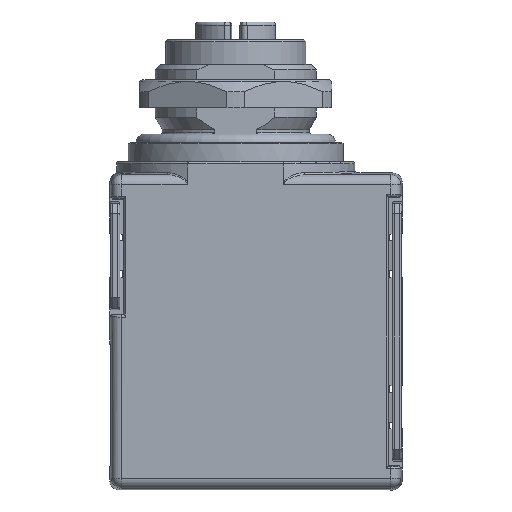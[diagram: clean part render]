
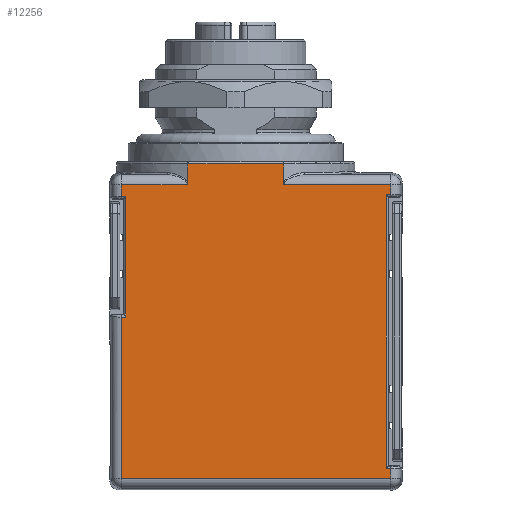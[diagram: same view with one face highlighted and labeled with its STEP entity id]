
A CAD part, left-side view. The second image highlights one B-rep face of the part: STEP entity #12256.
In plain terms, the highlighted planar face has unit normal (-1, 0, 0).
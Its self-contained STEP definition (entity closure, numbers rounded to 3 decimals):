
#145 = CARTESIAN_POINT ( 'NONE',  ( -10.8, 24.947, -17.06 ) ) ;
#540 = VECTOR ( 'NONE', #16584, 1000. ) ;
#579 = DIRECTION ( 'NONE',  ( 0., -1., 0. ) ) ;
#1105 = CARTESIAN_POINT ( 'NONE',  ( -10.8, 18.372, 12.198 ) ) ;
#1142 = EDGE_CURVE ( 'NONE', #9375, #9897, #4807, .T. ) ;
#1199 = CARTESIAN_POINT ( 'NONE',  ( -10.8, 24.947, 0. ) ) ;
#1219 = ORIENTED_EDGE ( 'NONE', *, *, #13636, .T. ) ;
#1238 = VERTEX_POINT ( 'NONE', #145 ) ;
#1419 = VERTEX_POINT ( 'NONE', #13423 ) ;
#1654 = VERTEX_POINT ( 'NONE', #26320 ) ;
#1828 = LINE ( 'NONE', #24501, #6040 ) ;
#2125 = VECTOR ( 'NONE', #6166, 1000. ) ;
#2326 = CARTESIAN_POINT ( 'NONE',  ( -10.8, 0., 11.997 ) ) ;
#2509 = LINE ( 'NONE', #19474, #16317 ) ;
#2514 = VECTOR ( 'NONE', #14547, 1000. ) ;
#2945 = CARTESIAN_POINT ( 'NONE',  ( -10.8, 0., 0. ) ) ;
#3031 = DIRECTION ( 'NONE',  ( -1., 0., 0. ) ) ;
#3263 = DIRECTION ( 'NONE',  ( 0., 0., -1. ) ) ;
#3444 = CARTESIAN_POINT ( 'NONE',  ( -10.8, 8.864, 12.98 ) ) ;
#3459 = VECTOR ( 'NONE', #9898, 1000. ) ;
#3520 = VERTEX_POINT ( 'NONE', #13608 ) ;
#3760 = VECTOR ( 'NONE', #19594, 1000. ) ;
#4048 = EDGE_CURVE ( 'NONE', #7804, #1654, #19292, .T. ) ;
#4078 = VERTEX_POINT ( 'NONE', #25359 ) ;
#4314 = CARTESIAN_POINT ( 'NONE',  ( -10.8, 0., 14.069 ) ) ;
#4468 = LINE ( 'NONE', #19549, #12111 ) ;
#4807 = B_SPLINE_CURVE_WITH_KNOTS ( 'NONE', 3,
 ( #13464, #13285, #13109, #11382 ),
 .UNSPECIFIED., .F., .F.,
 ( 4, 4 ),
 ( 0., 0. ),
 .UNSPECIFIED. ) ;
#5212 = EDGE_CURVE ( 'NONE', #5341, #13299, #26177, .T. ) ;
#5341 = VERTEX_POINT ( 'NONE', #17364 ) ;
#5517 = DIRECTION ( 'NONE',  ( 0., 0., 1. ) ) ;
#5534 = CARTESIAN_POINT ( 'NONE',  ( -10.8, -1.71, -16.098 ) ) ;
#5637 = EDGE_CURVE ( 'NONE', #23193, #4078, #24869, .T. ) ;
#6040 = VECTOR ( 'NONE', #18479, 1000. ) ;
#6166 = DIRECTION ( 'NONE',  ( 0., 0., -1. ) ) ;
#6394 = EDGE_CURVE ( 'NONE', #3520, #14977, #19154, .T. ) ;
#6486 = DIRECTION ( 'NONE',  ( 0., 1., 0. ) ) ;
#6881 = LINE ( 'NONE', #25175, #23142 ) ;
#6933 = CARTESIAN_POINT ( 'NONE',  ( -10.8, 8.823, 11.997 ) ) ;
#6957 = LINE ( 'NONE', #19791, #17217 ) ;
#7078 = PLANE ( 'NONE',  #17352 ) ;
#7113 = VERTEX_POINT ( 'NONE', #13684 ) ;
#7477 = ORIENTED_EDGE ( 'NONE', *, *, #23765, .T. ) ;
#7804 = VERTEX_POINT ( 'NONE', #24242 ) ;
#8209 = LINE ( 'NONE', #13857, #18449 ) ;
#8401 = LINE ( 'NONE', #3444, #24037 ) ;
#8567 = ORIENTED_EDGE ( 'NONE', *, *, #10075, .T. ) ;
#8717 = VERTEX_POINT ( 'NONE', #16278 ) ;
#8754 = FACE_OUTER_BOUND ( 'NONE', #25719, .T. ) ;
#8760 = LINE ( 'NONE', #22121, #3459 ) ;
#8937 = VERTEX_POINT ( 'NONE', #14171 ) ;
#9375 = VERTEX_POINT ( 'NONE', #1105 ) ;
#9446 = ORIENTED_EDGE ( 'NONE', *, *, #26048, .T. ) ;
#9803 = LINE ( 'NONE', #23747, #3760 ) ;
#9897 = VERTEX_POINT ( 'NONE', #24936 ) ;
#9898 = DIRECTION ( 'NONE',  ( 0., -1., 0. ) ) ;
#10045 = VERTEX_POINT ( 'NONE', #21290 ) ;
#10075 = EDGE_CURVE ( 'NONE', #1419, #3520, #4468, .T. ) ;
#10730 = LINE ( 'NONE', #2326, #15557 ) ;
#11015 = CARTESIAN_POINT ( 'NONE',  ( -10.8, 8.864, 12.198 ) ) ;
#11188 = ORIENTED_EDGE ( 'NONE', *, *, #18521, .T. ) ;
#11247 = VERTEX_POINT ( 'NONE', #5534 ) ;
#11365 = DIRECTION ( 'NONE',  ( 0., 0., 1. ) ) ;
#11382 = CARTESIAN_POINT ( 'NONE',  ( -10.8, 18.414, 11.997 ) ) ;
#12111 = VECTOR ( 'NONE', #11365, 1000. ) ;
#12229 = VERTEX_POINT ( 'NONE', #13116 ) ;
#12256 = ADVANCED_FACE ( 'NONE', ( #8754 ), #7078, .T. ) ;
#12352 = ORIENTED_EDGE ( 'NONE', *, *, #24029, .T. ) ;
#12538 = ORIENTED_EDGE ( 'NONE', *, *, #14373, .T. ) ;
#12588 = ORIENTED_EDGE ( 'NONE', *, *, #4048, .T. ) ;
#12677 = VECTOR ( 'NONE', #17597, 1000. ) ;
#12814 = CARTESIAN_POINT ( 'NONE',  ( -10.8, 0., 11.035 ) ) ;
#13109 = CARTESIAN_POINT ( 'NONE',  ( -10.8, 18.387, 12.06 ) ) ;
#13116 = CARTESIAN_POINT ( 'NONE',  ( -10.8, 24.947, -1.098 ) ) ;
#13285 = CARTESIAN_POINT ( 'NONE',  ( -10.8, 18.372, 12.129 ) ) ;
#13299 = VERTEX_POINT ( 'NONE', #24252 ) ;
#13374 = DIRECTION ( 'NONE',  ( 0., -1., 0. ) ) ;
#13423 = CARTESIAN_POINT ( 'NONE',  ( -10.8, -1.26, -16.098 ) ) ;
#13464 = CARTESIAN_POINT ( 'NONE',  ( -10.8, 18.372, 12.198 ) ) ;
#13608 = CARTESIAN_POINT ( 'NONE',  ( -10.8, -1.26, 11.035 ) ) ;
#13636 = EDGE_CURVE ( 'NONE', #1238, #7113, #2509, .T. ) ;
#13684 = CARTESIAN_POINT ( 'NONE',  ( -10.8, -1.71, -17.06 ) ) ;
#13857 = CARTESIAN_POINT ( 'NONE',  ( -10.8, 0., 11.997 ) ) ;
#14162 = CARTESIAN_POINT ( 'NONE',  ( -10.8, 24.5, 0. ) ) ;
#14171 = CARTESIAN_POINT ( 'NONE',  ( -10.8, -1.71, 11.997 ) ) ;
#14373 = EDGE_CURVE ( 'NONE', #14977, #8937, #9803, .T. ) ;
#14547 = DIRECTION ( 'NONE',  ( 0., 0., 1. ) ) ;
#14977 = VERTEX_POINT ( 'NONE', #20154 ) ;
#15557 = VECTOR ( 'NONE', #6486, 1000. ) ;
#15853 = DIRECTION ( 'NONE',  ( 0., 1., 0. ) ) ;
#15875 = ORIENTED_EDGE ( 'NONE', *, *, #25180, .T. ) ;
#16110 = EDGE_CURVE ( 'NONE', #13299, #23193, #8760, .T. ) ;
#16278 = CARTESIAN_POINT ( 'NONE',  ( -10.8, 18.372, 14.069 ) ) ;
#16317 = VECTOR ( 'NONE', #13374, 1000. ) ;
#16584 = DIRECTION ( 'NONE',  ( 0., 1., 0. ) ) ;
#17147 = ORIENTED_EDGE ( 'NONE', *, *, #1142, .T. ) ;
#17217 = VECTOR ( 'NONE', #3263, 1000. ) ;
#17352 = AXIS2_PLACEMENT_3D ( 'NONE', #2945, #3031, #17368 ) ;
#17364 = CARTESIAN_POINT ( 'NONE',  ( -10.8, 24.947, 11.997 ) ) ;
#17368 = DIRECTION ( 'NONE',  ( 0., 0., 1. ) ) ;
#17585 = DIRECTION ( 'NONE',  ( 0., 1., 0. ) ) ;
#17597 = DIRECTION ( 'NONE',  ( 0., 0., -1. ) ) ;
#18423 = ORIENTED_EDGE ( 'NONE', *, *, #26351, .T. ) ;
#18449 = VECTOR ( 'NONE', #15853, 1000. ) ;
#18475 = VECTOR ( 'NONE', #579, 1000. ) ;
#18479 = DIRECTION ( 'NONE',  ( 0., 1., 0. ) ) ;
#18521 = EDGE_CURVE ( 'NONE', #4078, #12229, #24133, .T. ) ;
#18791 = ORIENTED_EDGE ( 'NONE', *, *, #23295, .T. ) ;
#18951 = EDGE_CURVE ( 'NONE', #7113, #11247, #6881, .T. ) ;
#19154 = LINE ( 'NONE', #12814, #18475 ) ;
#19173 = CARTESIAN_POINT ( 'NONE',  ( -10.8, 8.85, 12.061 ) ) ;
#19174 = ORIENTED_EDGE ( 'NONE', *, *, #16110, .T. ) ;
#19292 = B_SPLINE_CURVE_WITH_KNOTS ( 'NONE', 3,
 ( #6933, #19173, #23239, #11015 ),
 .UNSPECIFIED., .F., .F.,
 ( 4, 4 ),
 ( 0., 0. ),
 .UNSPECIFIED. ) ;
#19442 = ORIENTED_EDGE ( 'NONE', *, *, #18951, .T. ) ;
#19474 = CARTESIAN_POINT ( 'NONE',  ( -10.8, 0., -17.06 ) ) ;
#19549 = CARTESIAN_POINT ( 'NONE',  ( -10.8, -1.26, 10.839 ) ) ;
#19594 = DIRECTION ( 'NONE',  ( 0., 0., 1. ) ) ;
#19791 = CARTESIAN_POINT ( 'NONE',  ( -10.8, 24.947, 0. ) ) ;
#19839 = ORIENTED_EDGE ( 'NONE', *, *, #20829, .F. ) ;
#20154 = CARTESIAN_POINT ( 'NONE',  ( -10.8, -1.71, 11.035 ) ) ;
#20829 = EDGE_CURVE ( 'NONE', #9375, #8717, #23621, .T. ) ;
#21290 = CARTESIAN_POINT ( 'NONE',  ( -10.8, 8.864, 14.069 ) ) ;
#21547 = CARTESIAN_POINT ( 'NONE',  ( -10.8, 0., -1.098 ) ) ;
#21638 = LINE ( 'NONE', #4314, #540 ) ;
#22121 = CARTESIAN_POINT ( 'NONE',  ( -10.8, 24.7, 10.835 ) ) ;
#23142 = VECTOR ( 'NONE', #23307, 1000. ) ;
#23193 = VERTEX_POINT ( 'NONE', #24072 ) ;
#23239 = CARTESIAN_POINT ( 'NONE',  ( -10.8, 8.864, 12.129 ) ) ;
#23286 = ORIENTED_EDGE ( 'NONE', *, *, #6394, .T. ) ;
#23295 = EDGE_CURVE ( 'NONE', #11247, #1419, #1828, .T. ) ;
#23307 = DIRECTION ( 'NONE',  ( 0., 0., 1. ) ) ;
#23502 = VECTOR ( 'NONE', #17585, 1000. ) ;
#23621 = LINE ( 'NONE', #24687, #2514 ) ;
#23747 = CARTESIAN_POINT ( 'NONE',  ( -10.8, -1.71, 0. ) ) ;
#23765 = EDGE_CURVE ( 'NONE', #12229, #1238, #6957, .T. ) ;
#24029 = EDGE_CURVE ( 'NONE', #9897, #5341, #10730, .T. ) ;
#24037 = VECTOR ( 'NONE', #5517, 1000. ) ;
#24072 = CARTESIAN_POINT ( 'NONE',  ( -10.8, 24.5, 10.835 ) ) ;
#24133 = LINE ( 'NONE', #21547, #23502 ) ;
#24242 = CARTESIAN_POINT ( 'NONE',  ( -10.8, 8.823, 11.997 ) ) ;
#24252 = CARTESIAN_POINT ( 'NONE',  ( -10.8, 24.947, 10.835 ) ) ;
#24280 = ORIENTED_EDGE ( 'NONE', *, *, #5212, .T. ) ;
#24501 = CARTESIAN_POINT ( 'NONE',  ( -10.8, 0., -16.098 ) ) ;
#24687 = CARTESIAN_POINT ( 'NONE',  ( -10.8, 18.372, 12.98 ) ) ;
#24869 = LINE ( 'NONE', #14162, #2125 ) ;
#24936 = CARTESIAN_POINT ( 'NONE',  ( -10.8, 18.414, 11.997 ) ) ;
#25175 = CARTESIAN_POINT ( 'NONE',  ( -10.8, -1.71, 0. ) ) ;
#25180 = EDGE_CURVE ( 'NONE', #1654, #10045, #8401, .T. ) ;
#25359 = CARTESIAN_POINT ( 'NONE',  ( -10.8, 24.5, -1.098 ) ) ;
#25679 = ORIENTED_EDGE ( 'NONE', *, *, #5637, .T. ) ;
#25719 = EDGE_LOOP ( 'NONE', ( #9446, #19839, #17147, #12352, #24280, #19174, #25679, #11188, #7477, #1219, #19442, #18791, #8567, #23286, #12538, #18423, #12588, #15875 ) ) ;
#26048 = EDGE_CURVE ( 'NONE', #10045, #8717, #21638, .T. ) ;
#26177 = LINE ( 'NONE', #1199, #12677 ) ;
#26320 = CARTESIAN_POINT ( 'NONE',  ( -10.8, 8.864, 12.198 ) ) ;
#26351 = EDGE_CURVE ( 'NONE', #8937, #7804, #8209, .T. ) ;
